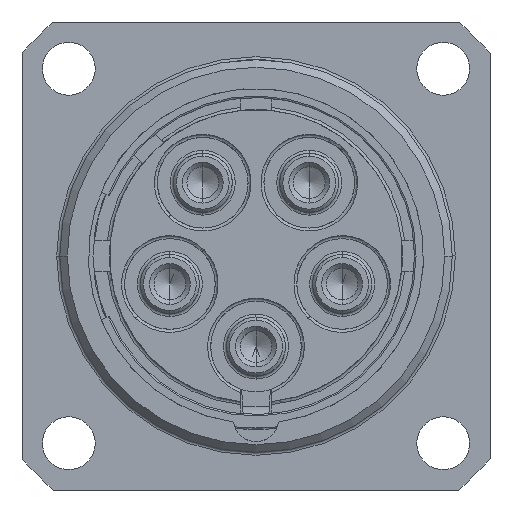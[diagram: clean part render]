
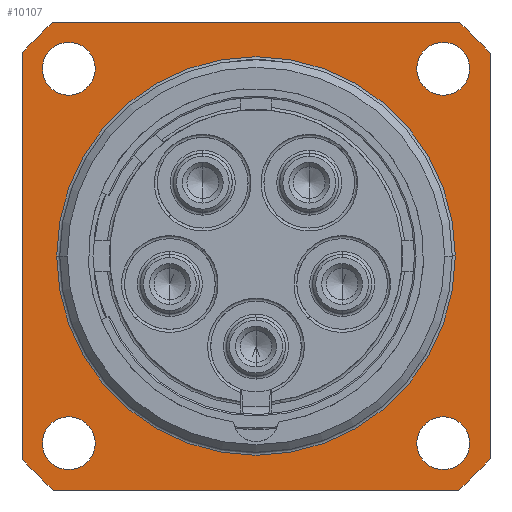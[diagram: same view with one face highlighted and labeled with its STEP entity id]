
A CAD part, left-side view. The second image highlights one B-rep face of the part: STEP entity #10107.
In plain terms, the highlighted planar face has unit normal (-1, 0, 0).
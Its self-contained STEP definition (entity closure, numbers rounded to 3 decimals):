
#1307=CARTESIAN_POINT('',(10.8,0.,0.));
#1308=DIRECTION('',(1.,0.,0.));
#1309=DIRECTION('',(0.,1.,0.));
#1310=AXIS2_PLACEMENT_3D('',#1307,#1308,#1309);
#1322=CARTESIAN_POINT('',(10.8,0.,0.));
#1323=DIRECTION('',(1.,0.,0.));
#1324=DIRECTION('',(0.,-1.,0.));
#1325=AXIS2_PLACEMENT_3D('',#1322,#1323,#1324);
#1335=CARTESIAN_POINT('',(10.8,0.,0.));
#1336=DIRECTION('',(-1.,0.,0.));
#1337=DIRECTION('',(0.,0.756,-0.654));
#1338=AXIS2_PLACEMENT_3D('',#1335,#1336,#1337);
#1340=DIRECTION('',(0.,0.,-1.));
#1341=VECTOR('',#1340,26.833);
#1342=CARTESIAN_POINT('',(10.8,15.5,13.416));
#1343=LINE('1139',#1342,#1341);
#1344=CARTESIAN_POINT('',(10.8,0.,0.));
#1345=DIRECTION('',(-1.,0.,0.));
#1346=DIRECTION('',(0.,0.654,0.756));
#1347=AXIS2_PLACEMENT_3D('',#1344,#1345,#1346);
#1349=DIRECTION('',(0.,1.,0.));
#1350=VECTOR('',#1349,26.833);
#1351=CARTESIAN_POINT('',(10.8,-13.416,15.5));
#1352=LINE('1138',#1351,#1350);
#1353=CARTESIAN_POINT('',(10.8,0.,0.));
#1354=DIRECTION('',(-1.,0.,0.));
#1355=DIRECTION('',(0.,-0.756,0.654));
#1356=AXIS2_PLACEMENT_3D('',#1353,#1354,#1355);
#1358=DIRECTION('',(0.,0.,1.));
#1359=VECTOR('',#1358,26.833);
#1360=CARTESIAN_POINT('',(10.8,-15.5,-13.416));
#1361=LINE('1137',#1360,#1359);
#1362=CARTESIAN_POINT('',(10.8,0.,0.));
#1363=DIRECTION('',(-1.,0.,0.));
#1364=DIRECTION('',(0.,-0.654,-0.756));
#1365=AXIS2_PLACEMENT_3D('',#1362,#1363,#1364);
#1367=DIRECTION('',(0.,-1.,0.));
#1368=VECTOR('',#1367,26.833);
#1369=CARTESIAN_POINT('',(10.8,13.416,-15.5));
#1370=LINE('1136',#1369,#1368);
#1371=CARTESIAN_POINT('',(10.8,12.4,12.4));
#1372=DIRECTION('',(1.,0.,0.));
#1373=DIRECTION('',(0.,1.,0.));
#1374=AXIS2_PLACEMENT_3D('',#1371,#1372,#1373);
#1376=CARTESIAN_POINT('',(10.8,12.4,12.4));
#1377=DIRECTION('',(1.,0.,0.));
#1378=DIRECTION('',(0.,-1.,0.));
#1379=AXIS2_PLACEMENT_3D('',#1376,#1377,#1378);
#1381=CARTESIAN_POINT('',(10.8,-12.4,12.4));
#1382=DIRECTION('',(1.,0.,0.));
#1383=DIRECTION('',(0.,1.,0.));
#1384=AXIS2_PLACEMENT_3D('',#1381,#1382,#1383);
#1386=CARTESIAN_POINT('',(10.8,-12.4,12.4));
#1387=DIRECTION('',(1.,0.,0.));
#1388=DIRECTION('',(0.,-1.,0.));
#1389=AXIS2_PLACEMENT_3D('',#1386,#1387,#1388);
#1391=CARTESIAN_POINT('',(10.8,-12.4,-12.4));
#1392=DIRECTION('',(1.,0.,0.));
#1393=DIRECTION('',(0.,1.,0.));
#1394=AXIS2_PLACEMENT_3D('',#1391,#1392,#1393);
#1396=CARTESIAN_POINT('',(10.8,-12.4,-12.4));
#1397=DIRECTION('',(1.,0.,0.));
#1398=DIRECTION('',(0.,-1.,0.));
#1399=AXIS2_PLACEMENT_3D('',#1396,#1397,#1398);
#1401=CARTESIAN_POINT('',(10.8,12.4,-12.4));
#1402=DIRECTION('',(1.,0.,0.));
#1403=DIRECTION('',(0.,1.,0.));
#1404=AXIS2_PLACEMENT_3D('',#1401,#1402,#1403);
#1406=CARTESIAN_POINT('',(10.8,12.4,-12.4));
#1407=DIRECTION('',(1.,0.,0.));
#1408=DIRECTION('',(0.,-1.,0.));
#1409=AXIS2_PLACEMENT_3D('',#1406,#1407,#1408);
#6613=CARTESIAN_POINT('',(10.8,13.416,-15.5));
#6614=CARTESIAN_POINT('',(10.8,-13.416,-15.5));
#6615=VERTEX_POINT('',#6613);
#6616=VERTEX_POINT('',#6614);
#6617=CARTESIAN_POINT('',(10.8,-15.5,-13.416));
#6618=CARTESIAN_POINT('',(10.8,-15.5,13.416));
#6619=VERTEX_POINT('',#6617);
#6620=VERTEX_POINT('',#6618);
#6621=CARTESIAN_POINT('',(10.8,-13.416,15.5));
#6622=CARTESIAN_POINT('',(10.8,13.416,15.5));
#6623=VERTEX_POINT('',#6621);
#6624=VERTEX_POINT('',#6622);
#6625=CARTESIAN_POINT('',(10.8,15.5,13.416));
#6626=CARTESIAN_POINT('',(10.8,15.5,-13.416));
#6627=VERTEX_POINT('',#6625);
#6628=VERTEX_POINT('',#6626);
#6645=CARTESIAN_POINT('',(10.8,14.15,12.4));
#6646=CARTESIAN_POINT('',(10.8,10.65,12.4));
#6647=VERTEX_POINT('',#6645);
#6648=VERTEX_POINT('',#6646);
#6649=CARTESIAN_POINT('',(10.8,-10.65,12.4));
#6650=CARTESIAN_POINT('',(10.8,-14.15,12.4));
#6651=VERTEX_POINT('',#6649);
#6652=VERTEX_POINT('',#6650);
#6653=CARTESIAN_POINT('',(10.8,-10.65,-12.4));
#6654=CARTESIAN_POINT('',(10.8,-14.15,-12.4));
#6655=VERTEX_POINT('',#6653);
#6656=VERTEX_POINT('',#6654);
#6657=CARTESIAN_POINT('',(10.8,14.15,-12.4));
#6658=CARTESIAN_POINT('',(10.8,10.65,-12.4));
#6659=VERTEX_POINT('',#6657);
#6660=VERTEX_POINT('',#6658);
#6713=CARTESIAN_POINT('',(10.8,-13.2,0.));
#6714=CARTESIAN_POINT('',(10.8,13.2,0.));
#6715=VERTEX_POINT('',#6713);
#6716=VERTEX_POINT('',#6714);
#10056=CARTESIAN_POINT('',(10.8,0.,0.));
#10057=DIRECTION('',(-1.,0.,0.));
#10058=DIRECTION('',(0.,0.,1.));
#10059=AXIS2_PLACEMENT_3D('',#10056,#10057,#10058);
#10060=PLANE('280',#10059);
#10062=ORIENTED_EDGE('1272',*,*,#10061,.F.);
#10064=ORIENTED_EDGE('1139',*,*,#10063,.F.);
#10066=ORIENTED_EDGE('1275',*,*,#10065,.F.);
#10068=ORIENTED_EDGE('1138',*,*,#10067,.F.);
#10070=ORIENTED_EDGE('1274',*,*,#10069,.F.);
#10072=ORIENTED_EDGE('1137',*,*,#10071,.F.);
#10074=ORIENTED_EDGE('1273',*,*,#10073,.F.);
#10076=ORIENTED_EDGE('1136',*,*,#10075,.F.);
#10077=EDGE_LOOP('280',(#10062,#10064,#10066,#10068,#10070,#10072,#10074,
#10076));
#10078=FACE_OUTER_BOUND('280',#10077,.F.);
#10080=ORIENTED_EDGE('1148',*,*,#10079,.F.);
#10082=ORIENTED_EDGE('1149',*,*,#10081,.F.);
#10083=EDGE_LOOP('280',(#10080,#10082));
#10084=FACE_BOUND('280',#10083,.F.);
#10086=ORIENTED_EDGE('1150',*,*,#10085,.F.);
#10088=ORIENTED_EDGE('1151',*,*,#10087,.F.);
#10089=EDGE_LOOP('280',(#10086,#10088));
#10090=FACE_BOUND('280',#10089,.F.);
#10092=ORIENTED_EDGE('1152',*,*,#10091,.F.);
#10094=ORIENTED_EDGE('1153',*,*,#10093,.F.);
#10095=EDGE_LOOP('280',(#10092,#10094));
#10096=FACE_BOUND('280',#10095,.F.);
#10098=ORIENTED_EDGE('1154',*,*,#10097,.F.);
#10100=ORIENTED_EDGE('1155',*,*,#10099,.F.);
#10101=EDGE_LOOP('280',(#10098,#10100));
#10102=FACE_BOUND('280',#10101,.F.);
#10103=ORIENTED_EDGE('1199',*,*,#10024,.F.);
#10104=ORIENTED_EDGE('1201',*,*,#10002,.F.);
#10105=EDGE_LOOP('280',(#10103,#10104));
#10106=FACE_BOUND('280',#10105,.F.);
#1311=CIRCLE('1201',#1310,13.2);
#1326=CIRCLE('1199',#1325,13.2);
#1339=CIRCLE('1272',#1338,20.5);
#1348=CIRCLE('1275',#1347,20.5);
#1357=CIRCLE('1274',#1356,20.5);
#1366=CIRCLE('1273',#1365,20.5);
#1375=CIRCLE('1148',#1374,1.75);
#1380=CIRCLE('1149',#1379,1.75);
#1385=CIRCLE('1150',#1384,1.75);
#1390=CIRCLE('1151',#1389,1.75);
#1395=CIRCLE('1152',#1394,1.75);
#1400=CIRCLE('1153',#1399,1.75);
#1405=CIRCLE('1154',#1404,1.75);
#1410=CIRCLE('1155',#1409,1.75);
#10002=EDGE_CURVE('1201',#6716,#6715,#1311,.T.);
#10024=EDGE_CURVE('1199',#6715,#6716,#1326,.T.);
#10061=EDGE_CURVE('1272',#6628,#6615,#1339,.T.);
#10063=EDGE_CURVE('1139',#6627,#6628,#1343,.T.);
#10065=EDGE_CURVE('1275',#6624,#6627,#1348,.T.);
#10067=EDGE_CURVE('1138',#6623,#6624,#1352,.T.);
#10069=EDGE_CURVE('1274',#6620,#6623,#1357,.T.);
#10071=EDGE_CURVE('1137',#6619,#6620,#1361,.T.);
#10073=EDGE_CURVE('1273',#6616,#6619,#1366,.T.);
#10075=EDGE_CURVE('1136',#6615,#6616,#1370,.T.);
#10079=EDGE_CURVE('1148',#6647,#6648,#1375,.T.);
#10081=EDGE_CURVE('1149',#6648,#6647,#1380,.T.);
#10085=EDGE_CURVE('1150',#6651,#6652,#1385,.T.);
#10087=EDGE_CURVE('1151',#6652,#6651,#1390,.T.);
#10091=EDGE_CURVE('1152',#6655,#6656,#1395,.T.);
#10093=EDGE_CURVE('1153',#6656,#6655,#1400,.T.);
#10097=EDGE_CURVE('1154',#6659,#6660,#1405,.T.);
#10099=EDGE_CURVE('1155',#6660,#6659,#1410,.T.);
#10107=ADVANCED_FACE('280',(#10078,#10084,#10090,#10096,#10102,#10106),#10060,
.T.);
